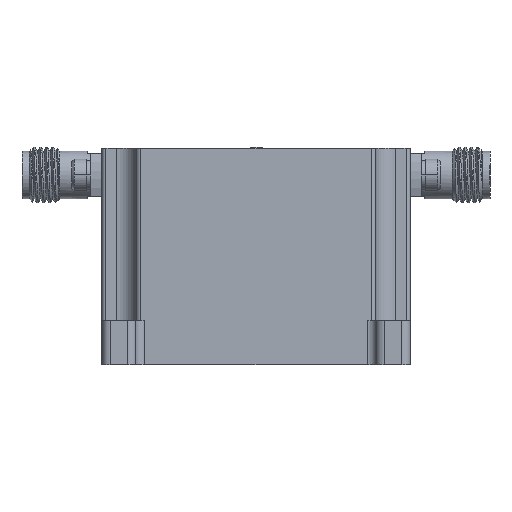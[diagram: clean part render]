
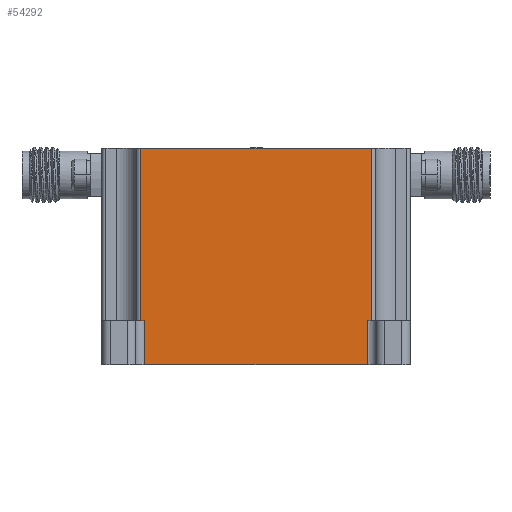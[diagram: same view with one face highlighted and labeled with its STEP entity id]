
A CAD part, front view. The second image highlights one B-rep face of the part: STEP entity #54292.
In plain terms, the highlighted planar face has unit normal (0, -1, 0).
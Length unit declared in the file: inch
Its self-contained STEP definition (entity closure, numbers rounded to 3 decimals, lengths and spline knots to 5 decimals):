
#1065 = DIRECTION ( 'NONE',  ( -1., 0., 0. ) ) ;
#1282 = EDGE_CURVE ( 'NONE', #40258, #78196, #43547, .T. ) ;
#1996 = ORIENTED_EDGE ( 'NONE', *, *, #18924, .F. ) ;
#3977 = LINE ( 'NONE', #33620, #9592 ) ;
#9592 = VECTOR ( 'NONE', #48932, 39.37008 ) ;
#12185 = DIRECTION ( 'NONE',  ( 0., 0., -1. ) ) ;
#13450 = ORIENTED_EDGE ( 'NONE', *, *, #24442, .F. ) ;
#13877 = DIRECTION ( 'NONE',  ( 0., 0., 1. ) ) ;
#13986 = AXIS2_PLACEMENT_3D ( 'NONE', #85242, #39317, #69932 ) ;
#14980 = EDGE_CURVE ( 'NONE', #85339, #90811, #3977, .T. ) ;
#14996 = VECTOR ( 'NONE', #53017, 39.37008 ) ;
#15339 = ORIENTED_EDGE ( 'NONE', *, *, #38945, .F. ) ;
#18924 = EDGE_CURVE ( 'NONE', #30311, #85339, #30291, .T. ) ;
#22853 = CARTESIAN_POINT ( 'NONE',  ( -0.51443, 0.05906, 0. ) ) ;
#23785 = CARTESIAN_POINT ( 'NONE',  ( 0.49697, 0.05906, 0. ) ) ;
#23906 = ORIENTED_EDGE ( 'NONE', *, *, #1282, .F. ) ;
#24442 = EDGE_CURVE ( 'NONE', #27456, #40258, #61824, .T. ) ;
#26489 = VERTEX_POINT ( 'NONE', #61225 ) ;
#27456 = VERTEX_POINT ( 'NONE', #72184 ) ;
#30291 = LINE ( 'NONE', #22853, #14996 ) ;
#30311 = VERTEX_POINT ( 'NONE', #58258 ) ;
#30546 = ORIENTED_EDGE ( 'NONE', *, *, #14980, .F. ) ;
#31731 = EDGE_CURVE ( 'NONE', #90811, #50474, #58643, .T. ) ;
#32014 = VECTOR ( 'NONE', #53957, 39.37008 ) ;
#33620 = CARTESIAN_POINT ( 'NONE',  ( 0., 0.05906, 0. ) ) ;
#36896 = EDGE_CURVE ( 'NONE', #26489, #27456, #60894, .T. ) ;
#38945 = EDGE_CURVE ( 'NONE', #50474, #26489, #57646, .T. ) ;
#39317 = DIRECTION ( 'NONE',  ( 0., 1., 0. ) ) ;
#40258 = VERTEX_POINT ( 'NONE', #59021 ) ;
#42699 = CARTESIAN_POINT ( 'NONE',  ( -0.51443, 0.05906, 0. ) ) ;
#43547 = LINE ( 'NONE', #57883, #70834 ) ;
#46743 = FACE_OUTER_BOUND ( 'NONE', #61920, .T. ) ;
#48932 = DIRECTION ( 'NONE',  ( 1., 0., 0. ) ) ;
#50474 = VERTEX_POINT ( 'NONE', #84333 ) ;
#51626 = VECTOR ( 'NONE', #85881, 39.37008 ) ;
#53017 = DIRECTION ( 'NONE',  ( 0., 0., 1. ) ) ;
#53957 = DIRECTION ( 'NONE',  ( 0., 0., -1. ) ) ;
#54292 = ADVANCED_FACE ( 'NONE', ( #46743 ), #54619, .F. ) ;
#54619 = PLANE ( 'NONE',  #13986 ) ;
#55068 = VECTOR ( 'NONE', #12185, 39.37008 ) ;
#55256 = CARTESIAN_POINT ( 'NONE',  ( 0., 0.05906, -0.76772 ) ) ;
#55746 = LINE ( 'NONE', #55256, #51626 ) ;
#57646 = LINE ( 'NONE', #66043, #74773 ) ;
#57883 = CARTESIAN_POINT ( 'NONE',  ( -0.49697, 0.05906, 0. ) ) ;
#58258 = CARTESIAN_POINT ( 'NONE',  ( -0.51443, 0.05906, -0.76772 ) ) ;
#58643 = LINE ( 'NONE', #64581, #55068 ) ;
#59021 = CARTESIAN_POINT ( 'NONE',  ( -0.49697, 0.05906, -0.96457 ) ) ;
#60894 = LINE ( 'NONE', #23785, #32014 ) ;
#61225 = CARTESIAN_POINT ( 'NONE',  ( 0.49697, 0.05906, -0.76772 ) ) ;
#61824 = LINE ( 'NONE', #91946, #78706 ) ;
#61920 = EDGE_LOOP ( 'NONE', ( #63595, #15339, #84584, #30546, #1996, #70722, #23906, #13450 ) ) ;
#63258 = CARTESIAN_POINT ( 'NONE',  ( -0.49697, 0.05906, -0.76772 ) ) ;
#63595 = ORIENTED_EDGE ( 'NONE', *, *, #36896, .F. ) ;
#64581 = CARTESIAN_POINT ( 'NONE',  ( 0.51443, 0.05906, 0. ) ) ;
#66043 = CARTESIAN_POINT ( 'NONE',  ( 0., 0.05906, -0.76772 ) ) ;
#69932 = DIRECTION ( 'NONE',  ( 0., 0., 1. ) ) ;
#70722 = ORIENTED_EDGE ( 'NONE', *, *, #81931, .F. ) ;
#70834 = VECTOR ( 'NONE', #13877, 39.37008 ) ;
#72184 = CARTESIAN_POINT ( 'NONE',  ( 0.49697, 0.05906, -0.96457 ) ) ;
#74773 = VECTOR ( 'NONE', #80849, 39.37008 ) ;
#78196 = VERTEX_POINT ( 'NONE', #63258 ) ;
#78706 = VECTOR ( 'NONE', #1065, 39.37008 ) ;
#80849 = DIRECTION ( 'NONE',  ( -1., 0., 0. ) ) ;
#81931 = EDGE_CURVE ( 'NONE', #78196, #30311, #55746, .T. ) ;
#84333 = CARTESIAN_POINT ( 'NONE',  ( 0.51443, 0.05906, -0.76772 ) ) ;
#84584 = ORIENTED_EDGE ( 'NONE', *, *, #31731, .F. ) ;
#85242 = CARTESIAN_POINT ( 'NONE',  ( 0., 0.05906, 0. ) ) ;
#85339 = VERTEX_POINT ( 'NONE', #42699 ) ;
#85881 = DIRECTION ( 'NONE',  ( -1., 0., 0. ) ) ;
#90260 = CARTESIAN_POINT ( 'NONE',  ( 0.51443, 0.05906, 0. ) ) ;
#90811 = VERTEX_POINT ( 'NONE', #90260 ) ;
#91946 = CARTESIAN_POINT ( 'NONE',  ( 0., 0.05906, -0.96457 ) ) ;
